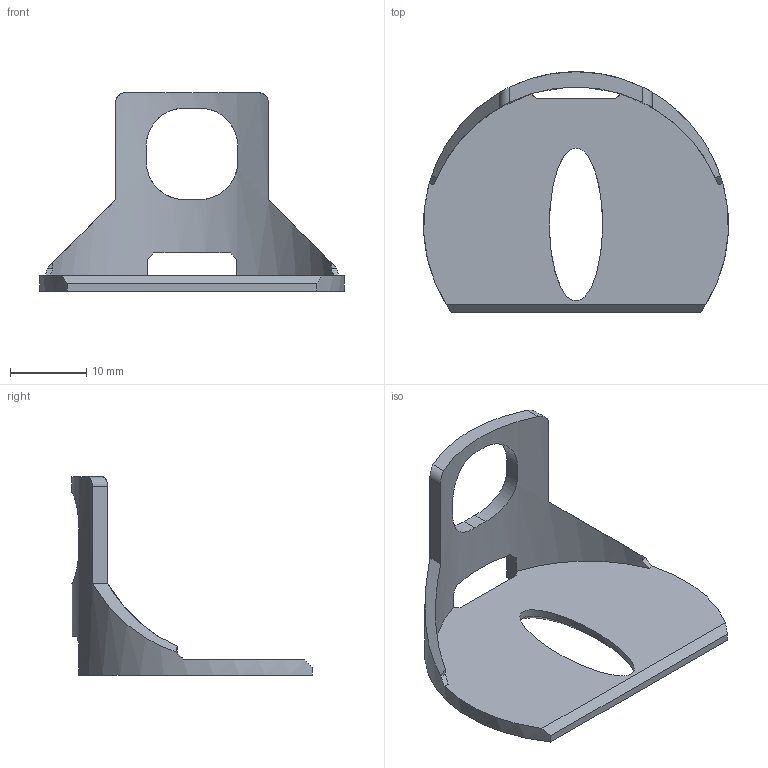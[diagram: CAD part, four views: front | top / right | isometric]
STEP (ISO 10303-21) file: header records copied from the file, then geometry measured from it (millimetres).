
FILE_DESCRIPTION(/* description */ (''),/* implementation_level */ '2;1');
FILE_NAME(/* name */ 'IR_reward_case_03 v3.step',/* time_stamp */ '2018-10-24T12:18:46+02:00',/* author */ ('JeromeBriot'),/* organization */ (''),/* preprocessor_version */ 'ST-DEVELOPER v17.2',/* originating_system */ 'Autodesk Translation Framework v7.6.0.251',/* authorisation */ '');
FILE_SCHEMA (('AUTOMOTIVE_DESIGN { 1 0 10303 214 3 1 1 }'));
Length unit declared in the file: millimetre
Products named in the file (1): IR_reward_case_03
Bounding box: 39.93 x 31.5 x 26 mm (x, y, z)
Volume: 2628.3 mm3; surface area: 3289.3 mm2
Topology: 1 solids, 1 shells, 35 faces, 104 edges, 69 vertices
Faces by surface type: plane 25, cylinder 8, bspline 2
Entity records: 1450 total; most frequent: CARTESIAN_POINT 463, ORIENTED_EDGE 208, DIRECTION 187, EDGE_CURVE 104, VERTEX_POINT 69, AXIS2_PLACEMENT_3D 63, LINE 61, VECTOR 61
